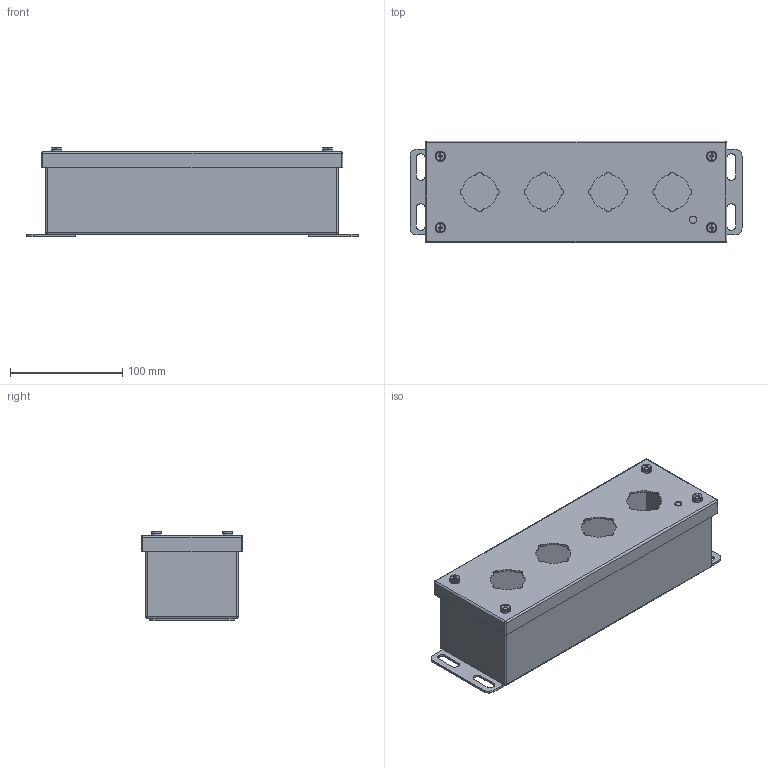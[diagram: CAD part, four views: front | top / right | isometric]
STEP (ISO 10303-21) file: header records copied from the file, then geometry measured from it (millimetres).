
FILE_DESCRIPTION (( 'STEP AP214' ), '1' );
FILE_NAME ('SCE-4PB.STEP', '2022-07-29T17:55:18', ( '' ), ( '' ), 'SwSTEP 2.0', 'SolidWorks 2021', '' );
FILE_SCHEMA (( 'AUTOMOTIVE_DESIGN' ));
Length unit declared in the file: inch
Products named in the file (1): SCE-4PB
Bounding box: 295.27 x 90.49 x 79.34 mm (x, y, z)
Volume: 178799.9 mm3; surface area: 233470.8 mm2
Topology: 14 solids, 14 shells, 466 faces, 1245 edges, 722 vertices
Faces by surface type: cylinder 166, plane 159, bspline 80, torus 32, cone 17, sphere 12
Full cylindrical faces by diameter (mm): 3.708 x4, 4.775 x5, 5.588 x4, 6.502 x1, 6.604 x4, 6.756 x4, 8.052 x4, 8.484 x4, 9.195 x4
Entity records: 14877 total; most frequent: CARTESIAN_POINT 4213, DIRECTION 2116, ORIENTED_EDGE 2114, EDGE_CURVE 1057, AXIS2_PLACEMENT_3D 800, VERTEX_POINT 685, EDGE_LOOP 574, LINE 516
